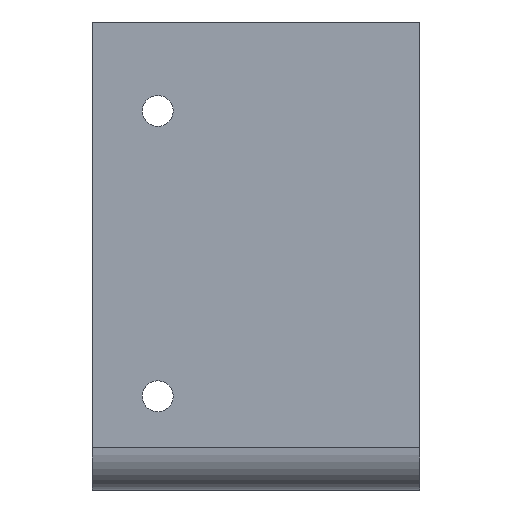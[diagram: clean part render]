
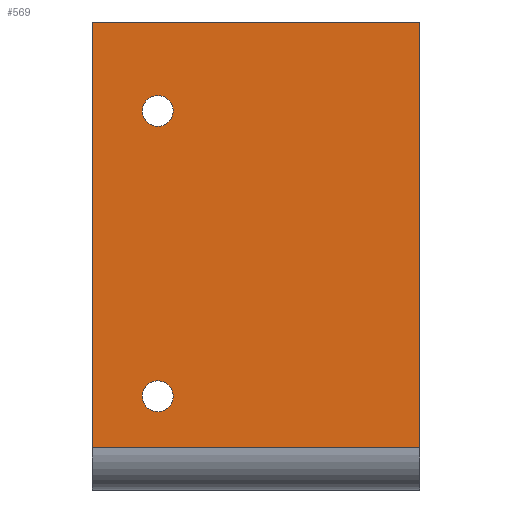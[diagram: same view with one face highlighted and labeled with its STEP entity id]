
A CAD part, top view. The second image highlights one B-rep face of the part: STEP entity #569.
In plain terms, the highlighted planar face has unit normal (0, 0, 1).
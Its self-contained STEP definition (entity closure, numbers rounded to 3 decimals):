
#11 = ORIENTED_EDGE ( 'NONE', *, *, #462, .T. ) ;
#29 = DIRECTION ( 'NONE',  ( 0., 0., 1. ) ) ;
#34 = CIRCLE ( 'NONE', #105, 1.65 ) ;
#38 = EDGE_CURVE ( 'NONE', #134, #601, #68, .T. ) ;
#40 = DIRECTION ( 'NONE',  ( 0., 0., 1. ) ) ;
#47 = DIRECTION ( 'NONE',  ( 1., 0., 0. ) ) ;
#63 = VERTEX_POINT ( 'NONE', #204 ) ;
#68 = LINE ( 'NONE', #279, #604 ) ;
#71 = AXIS2_PLACEMENT_3D ( 'NONE', #560, #29, #73 ) ;
#73 = DIRECTION ( 'NONE',  ( -1., 0., 0. ) ) ;
#105 = AXIS2_PLACEMENT_3D ( 'NONE', #431, #603, #175 ) ;
#134 = VERTEX_POINT ( 'NONE', #682 ) ;
#143 = CARTESIAN_POINT ( 'NONE',  ( 5.35, 40.5, 0. ) ) ;
#149 = AXIS2_PLACEMENT_3D ( 'NONE', #580, #40, #671 ) ;
#152 = CARTESIAN_POINT ( 'NONE',  ( 7., 40.5, 0. ) ) ;
#167 = EDGE_CURVE ( 'NONE', #223, #63, #295, .T. ) ;
#175 = DIRECTION ( 'NONE',  ( 1., 0., 0. ) ) ;
#185 = PLANE ( 'NONE',  #71 ) ;
#186 = ORIENTED_EDGE ( 'NONE', *, *, #472, .F. ) ;
#189 = LINE ( 'NONE', #396, #234 ) ;
#192 = DIRECTION ( 'NONE',  ( 1., 0., 0. ) ) ;
#201 = ORIENTED_EDGE ( 'NONE', *, *, #452, .F. ) ;
#204 = CARTESIAN_POINT ( 'NONE',  ( 5.35, 10., 0. ) ) ;
#223 = VERTEX_POINT ( 'NONE', #424 ) ;
#229 = VECTOR ( 'NONE', #521, 1000. ) ;
#234 = VECTOR ( 'NONE', #616, 1000. ) ;
#249 = CARTESIAN_POINT ( 'NONE',  ( 35., 4.5, 0. ) ) ;
#255 = CARTESIAN_POINT ( 'NONE',  ( 7., 40.5, 0. ) ) ;
#260 = VERTEX_POINT ( 'NONE', #648 ) ;
#279 = CARTESIAN_POINT ( 'NONE',  ( 0., 50., 0. ) ) ;
#280 = AXIS2_PLACEMENT_3D ( 'NONE', #255, #619, #192 ) ;
#288 = EDGE_LOOP ( 'NONE', ( #494, #413 ) ) ;
#295 = CIRCLE ( 'NONE', #149, 1.65 ) ;
#298 = DIRECTION ( 'NONE',  ( 0., 0., 1. ) ) ;
#313 = AXIS2_PLACEMENT_3D ( 'NONE', #152, #298, #47 ) ;
#336 = CARTESIAN_POINT ( 'NONE',  ( 0., 50., 0. ) ) ;
#341 = ORIENTED_EDGE ( 'NONE', *, *, #650, .T. ) ;
#343 = FACE_BOUND ( 'NONE', #592, .T. ) ;
#347 = CARTESIAN_POINT ( 'NONE',  ( 35., 0., 0. ) ) ;
#393 = VERTEX_POINT ( 'NONE', #651 ) ;
#396 = CARTESIAN_POINT ( 'NONE',  ( 0., 0., 0. ) ) ;
#399 = EDGE_CURVE ( 'NONE', #63, #223, #34, .T. ) ;
#413 = ORIENTED_EDGE ( 'NONE', *, *, #167, .F. ) ;
#423 = EDGE_LOOP ( 'NONE', ( #11, #525, #341, #186 ) ) ;
#424 = CARTESIAN_POINT ( 'NONE',  ( 8.65, 10., 0. ) ) ;
#425 = ORIENTED_EDGE ( 'NONE', *, *, #520, .F. ) ;
#431 = CARTESIAN_POINT ( 'NONE',  ( 7., 10., 0. ) ) ;
#452 = EDGE_CURVE ( 'NONE', #582, #639, #534, .T. ) ;
#454 = FACE_OUTER_BOUND ( 'NONE', #423, .T. ) ;
#457 = FACE_BOUND ( 'NONE', #288, .T. ) ;
#462 = EDGE_CURVE ( 'NONE', #393, #134, #672, .T. ) ;
#472 = EDGE_CURVE ( 'NONE', #393, #260, #571, .T. ) ;
#491 = DIRECTION ( 'NONE',  ( -1., 0., 0. ) ) ;
#494 = ORIENTED_EDGE ( 'NONE', *, *, #399, .F. ) ;
#520 = EDGE_CURVE ( 'NONE', #639, #582, #583, .T. ) ;
#521 = DIRECTION ( 'NONE',  ( 0., 1., 0. ) ) ;
#525 = ORIENTED_EDGE ( 'NONE', *, *, #38, .T. ) ;
#534 = CIRCLE ( 'NONE', #313, 1.65 ) ;
#560 = CARTESIAN_POINT ( 'NONE',  ( 0., 0., 0. ) ) ;
#569 = ADVANCED_FACE ( 'NONE', ( #457, #343, #454 ), #185, .T. ) ;
#571 = LINE ( 'NONE', #249, #623 ) ;
#573 = DIRECTION ( 'NONE',  ( -1., 0., 0. ) ) ;
#580 = CARTESIAN_POINT ( 'NONE',  ( 7., 10., 0. ) ) ;
#582 = VERTEX_POINT ( 'NONE', #143 ) ;
#583 = CIRCLE ( 'NONE', #280, 1.65 ) ;
#592 = EDGE_LOOP ( 'NONE', ( #201, #425 ) ) ;
#601 = VERTEX_POINT ( 'NONE', #336 ) ;
#603 = DIRECTION ( 'NONE',  ( 0., 0., 1. ) ) ;
#604 = VECTOR ( 'NONE', #491, 1000. ) ;
#616 = DIRECTION ( 'NONE',  ( 0., -1., 0. ) ) ;
#619 = DIRECTION ( 'NONE',  ( 0., 0., 1. ) ) ;
#623 = VECTOR ( 'NONE', #573, 1000. ) ;
#639 = VERTEX_POINT ( 'NONE', #660 ) ;
#648 = CARTESIAN_POINT ( 'NONE',  ( 0., 4.5, 0. ) ) ;
#650 = EDGE_CURVE ( 'NONE', #601, #260, #189, .T. ) ;
#651 = CARTESIAN_POINT ( 'NONE',  ( 35., 4.5, 0. ) ) ;
#660 = CARTESIAN_POINT ( 'NONE',  ( 8.65, 40.5, 0. ) ) ;
#671 = DIRECTION ( 'NONE',  ( 1., 0., 0. ) ) ;
#672 = LINE ( 'NONE', #347, #229 ) ;
#682 = CARTESIAN_POINT ( 'NONE',  ( 35., 50., 0. ) ) ;
